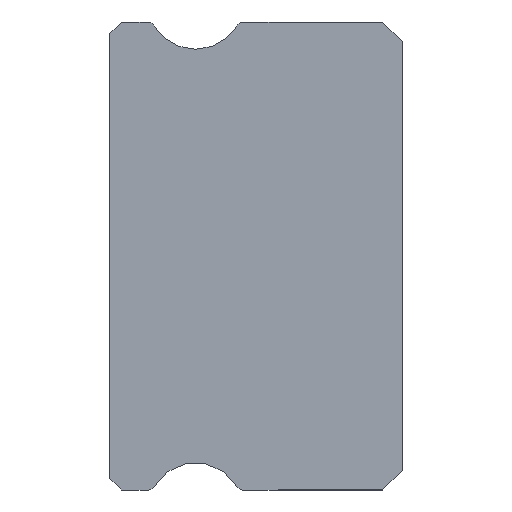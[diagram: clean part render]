
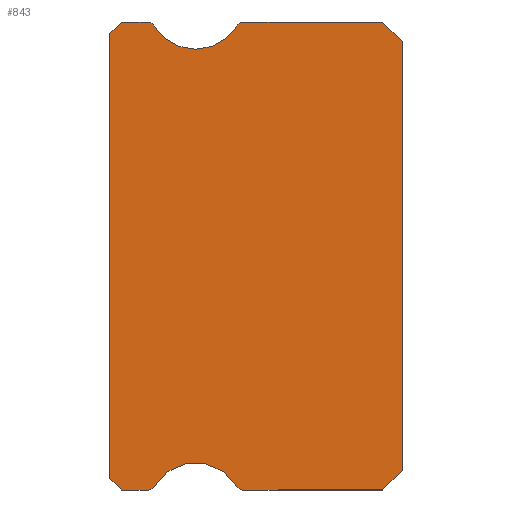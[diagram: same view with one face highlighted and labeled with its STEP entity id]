
A CAD part, left-side view. The second image highlights one B-rep face of the part: STEP entity #843.
In plain terms, the highlighted planar face has unit normal (-1, 0, 0).
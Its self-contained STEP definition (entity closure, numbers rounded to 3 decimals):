
#62 = CARTESIAN_POINT ( 'NONE',  ( -12.5, 6.512, -5.85 ) ) ;
#153 = EDGE_CURVE ( 'NONE', #4762, #9264, #7917, .T. ) ;
#195 = AXIS2_PLACEMENT_3D ( 'NONE', #2589, #3373, #3270 ) ;
#310 = EDGE_CURVE ( 'NONE', #4705, #9264, #3245, .T. ) ;
#391 = CARTESIAN_POINT ( 'NONE',  ( -12.5, 4.088, -6. ) ) ;
#518 = DIRECTION ( 'NONE',  ( 1., 0., 0. ) ) ;
#553 = CARTESIAN_POINT ( 'NONE',  ( -12.5, 0.5, 6. ) ) ;
#579 = VECTOR ( 'NONE', #686, 1000. ) ;
#682 = ORIENTED_EDGE ( 'NONE', *, *, #5604, .F. ) ;
#686 = DIRECTION ( 'NONE',  ( 0., -0.707, -0.707 ) ) ;
#779 = DIRECTION ( 'NONE',  ( 0., 0., -1. ) ) ;
#799 = DIRECTION ( 'NONE',  ( 0., 0., -1. ) ) ;
#843 = ADVANCED_FACE ( 'NONE', ( #7717 ), #1300, .F. ) ;
#872 = VECTOR ( 'NONE', #1599, 1000. ) ;
#989 = DIRECTION ( 'NONE',  ( 1., 0., 0. ) ) ;
#1002 = EDGE_CURVE ( 'NONE', #3257, #1780, #6196, .T. ) ;
#1004 = DIRECTION ( 'NONE',  ( 0., 0.707, -0.707 ) ) ;
#1029 = AXIS2_PLACEMENT_3D ( 'NONE', #62, #4385, #779 ) ;
#1038 = VECTOR ( 'NONE', #1094, 1000. ) ;
#1052 = ORIENTED_EDGE ( 'NONE', *, *, #310, .T. ) ;
#1082 = DIRECTION ( 'NONE',  ( 0., 1., 0. ) ) ;
#1094 = DIRECTION ( 'NONE',  ( 0., -1., 0. ) ) ;
#1107 = CARTESIAN_POINT ( 'NONE',  ( -12.5, 7.2, 6. ) ) ;
#1300 = PLANE ( 'NONE',  #7390 ) ;
#1528 = ORIENTED_EDGE ( 'NONE', *, *, #5843, .F. ) ;
#1582 = ORIENTED_EDGE ( 'NONE', *, *, #2796, .F. ) ;
#1599 = DIRECTION ( 'NONE',  ( 0., 0.707, -0.707 ) ) ;
#1746 = ORIENTED_EDGE ( 'NONE', *, *, #8055, .T. ) ;
#1780 = VERTEX_POINT ( 'NONE', #2588 ) ;
#1807 = EDGE_CURVE ( 'NONE', #2925, #4762, #2897, .T. ) ;
#1845 = CARTESIAN_POINT ( 'NONE',  ( -12.5, 7.2, 6. ) ) ;
#1906 = CARTESIAN_POINT ( 'NONE',  ( -12.5, 7.5, 5.85 ) ) ;
#2207 = LINE ( 'NONE', #8552, #7554 ) ;
#2214 = ORIENTED_EDGE ( 'NONE', *, *, #7113, .F. ) ;
#2266 = CARTESIAN_POINT ( 'NONE',  ( -12.5, 5.3, 6.55 ) ) ;
#2274 = CARTESIAN_POINT ( 'NONE',  ( -12.5, 5.3, 5.3 ) ) ;
#2295 = CARTESIAN_POINT ( 'NONE',  ( -12.5, 0.5, -6. ) ) ;
#2372 = AXIS2_PLACEMENT_3D ( 'NONE', #6967, #8481, #7718 ) ;
#2455 = LINE ( 'NONE', #8125, #7877 ) ;
#2544 = ORIENTED_EDGE ( 'NONE', *, *, #6274, .F. ) ;
#2573 = CARTESIAN_POINT ( 'NONE',  ( -12.5, 4.217, -5.925 ) ) ;
#2588 = CARTESIAN_POINT ( 'NONE',  ( -12.5, 7.5, 5.7 ) ) ;
#2589 = CARTESIAN_POINT ( 'NONE',  ( -12.5, 5.3, 6.55 ) ) ;
#2703 = DIRECTION ( 'NONE',  ( 0., 0., 1. ) ) ;
#2796 = EDGE_CURVE ( 'NONE', #8583, #4225, #3055, .T. ) ;
#2854 = EDGE_CURVE ( 'NONE', #5908, #8092, #9066, .T. ) ;
#2888 = VERTEX_POINT ( 'NONE', #1107 ) ;
#2897 = CIRCLE ( 'NONE', #7695, 1.25 ) ;
#2925 = VERTEX_POINT ( 'NONE', #2573 ) ;
#3038 = DIRECTION ( 'NONE',  ( 0., 0., -1. ) ) ;
#3055 = CIRCLE ( 'NONE', #195, 1.25 ) ;
#3126 = VECTOR ( 'NONE', #9057, 1000. ) ;
#3173 = CARTESIAN_POINT ( 'NONE',  ( -12.5, 7.2, -6. ) ) ;
#3245 = LINE ( 'NONE', #8178, #1038 ) ;
#3257 = VERTEX_POINT ( 'NONE', #5691 ) ;
#3259 = ORIENTED_EDGE ( 'NONE', *, *, #2854, .T. ) ;
#3270 = DIRECTION ( 'NONE',  ( 0., 0., -1. ) ) ;
#3322 = CARTESIAN_POINT ( 'NONE',  ( -12.5, 5.3, -6.55 ) ) ;
#3324 = EDGE_CURVE ( 'NONE', #2888, #1780, #2455, .T. ) ;
#3326 = CARTESIAN_POINT ( 'NONE',  ( -12.5, 4.088, 5.85 ) ) ;
#3373 = DIRECTION ( 'NONE',  ( -1., 0., 0. ) ) ;
#3378 = DIRECTION ( 'NONE',  ( 0., 0., -1. ) ) ;
#3488 = ORIENTED_EDGE ( 'NONE', *, *, #5005, .F. ) ;
#3502 = ORIENTED_EDGE ( 'NONE', *, *, #3324, .T. ) ;
#3816 = CARTESIAN_POINT ( 'NONE',  ( -12.5, 6.383, -5.925 ) ) ;
#3858 = ORIENTED_EDGE ( 'NONE', *, *, #8779, .F. ) ;
#3890 = ORIENTED_EDGE ( 'NONE', *, *, #1002, .F. ) ;
#3897 = CARTESIAN_POINT ( 'NONE',  ( -12.5, 6.512, -6. ) ) ;
#3924 = LINE ( 'NONE', #1845, #5544 ) ;
#3992 = AXIS2_PLACEMENT_3D ( 'NONE', #2266, #8021, #3038 ) ;
#4144 = CARTESIAN_POINT ( 'NONE',  ( -12.5, 6.512, 5.85 ) ) ;
#4195 = CIRCLE ( 'NONE', #7797, 0.15 ) ;
#4225 = VERTEX_POINT ( 'NONE', #8518 ) ;
#4259 = VERTEX_POINT ( 'NONE', #7012 ) ;
#4327 = VECTOR ( 'NONE', #8008, 1000. ) ;
#4358 = DIRECTION ( 'NONE',  ( 0., 1., 0. ) ) ;
#4385 = DIRECTION ( 'NONE',  ( 1., 0., 0. ) ) ;
#4529 = DIRECTION ( 'NONE',  ( 0., 0., 1. ) ) ;
#4537 = EDGE_CURVE ( 'NONE', #4225, #5426, #8601, .T. ) ;
#4609 = EDGE_CURVE ( 'NONE', #7131, #8373, #2207, .T. ) ;
#4705 = VERTEX_POINT ( 'NONE', #3173 ) ;
#4761 = CARTESIAN_POINT ( 'NONE',  ( -12.5, 0.5, 6. ) ) ;
#4762 = VERTEX_POINT ( 'NONE', #3816 ) ;
#4860 = LINE ( 'NONE', #8607, #579 ) ;
#5005 = EDGE_CURVE ( 'NONE', #8373, #2925, #4195, .T. ) ;
#5112 = CARTESIAN_POINT ( 'NONE',  ( -12.5, 4.088, -5.85 ) ) ;
#5122 = CARTESIAN_POINT ( 'NONE',  ( -12.5, 0., -5.5 ) ) ;
#5171 = LINE ( 'NONE', #5122, #872 ) ;
#5240 = EDGE_LOOP ( 'NONE', ( #3502, #3890, #8624, #1052, #7986, #8026, #3488, #8879, #1528, #3259, #2544, #2214, #8796, #1582, #3858, #682, #1746 ) ) ;
#5325 = CARTESIAN_POINT ( 'NONE',  ( -12.5, 0., 5.5 ) ) ;
#5426 = VERTEX_POINT ( 'NONE', #6672 ) ;
#5431 = DIRECTION ( 'NONE',  ( -1., 0., 0. ) ) ;
#5544 = VECTOR ( 'NONE', #1082, 1000. ) ;
#5604 = EDGE_CURVE ( 'NONE', #9040, #4259, #5943, .T. ) ;
#5646 = CIRCLE ( 'NONE', #3992, 1.25 ) ;
#5691 = CARTESIAN_POINT ( 'NONE',  ( -12.5, 7.5, -5.7 ) ) ;
#5843 = EDGE_CURVE ( 'NONE', #5908, #7131, #5171, .T. ) ;
#5908 = VERTEX_POINT ( 'NONE', #7516 ) ;
#5943 = CIRCLE ( 'NONE', #2372, 0.15 ) ;
#5948 = VERTEX_POINT ( 'NONE', #4761 ) ;
#6196 = LINE ( 'NONE', #1906, #7245 ) ;
#6274 = EDGE_CURVE ( 'NONE', #5948, #8092, #8108, .T. ) ;
#6484 = VECTOR ( 'NONE', #4529, 1000. ) ;
#6492 = CARTESIAN_POINT ( 'NONE',  ( -12.5, 6.512, 6. ) ) ;
#6672 = CARTESIAN_POINT ( 'NONE',  ( -12.5, 4.088, 6. ) ) ;
#6677 = EDGE_CURVE ( 'NONE', #3257, #4705, #4860, .T. ) ;
#6967 = CARTESIAN_POINT ( 'NONE',  ( -12.5, 6.512, 5.85 ) ) ;
#7012 = CARTESIAN_POINT ( 'NONE',  ( -12.5, 6.383, 5.925 ) ) ;
#7113 = EDGE_CURVE ( 'NONE', #5426, #5948, #7221, .T. ) ;
#7131 = VERTEX_POINT ( 'NONE', #2295 ) ;
#7221 = LINE ( 'NONE', #6492, #4327 ) ;
#7245 = VECTOR ( 'NONE', #2703, 1000. ) ;
#7390 = AXIS2_PLACEMENT_3D ( 'NONE', #4144, #7580, #7671 ) ;
#7516 = CARTESIAN_POINT ( 'NONE',  ( -12.5, 0., -5.5 ) ) ;
#7554 = VECTOR ( 'NONE', #4358, 1000. ) ;
#7580 = DIRECTION ( 'NONE',  ( 1., 0., 0. ) ) ;
#7671 = DIRECTION ( 'NONE',  ( 0., 0., -1. ) ) ;
#7695 = AXIS2_PLACEMENT_3D ( 'NONE', #3322, #5431, #8207 ) ;
#7717 = FACE_OUTER_BOUND ( 'NONE', #5240, .T. ) ;
#7718 = DIRECTION ( 'NONE',  ( 0., 0., -1. ) ) ;
#7797 = AXIS2_PLACEMENT_3D ( 'NONE', #5112, #989, #799 ) ;
#7829 = CARTESIAN_POINT ( 'NONE',  ( -12.5, 6.512, 6. ) ) ;
#7877 = VECTOR ( 'NONE', #1004, 1000. ) ;
#7917 = CIRCLE ( 'NONE', #1029, 0.15 ) ;
#7986 = ORIENTED_EDGE ( 'NONE', *, *, #153, .F. ) ;
#8008 = DIRECTION ( 'NONE',  ( 0., -1., 0. ) ) ;
#8021 = DIRECTION ( 'NONE',  ( -1., 0., 0. ) ) ;
#8026 = ORIENTED_EDGE ( 'NONE', *, *, #1807, .F. ) ;
#8055 = EDGE_CURVE ( 'NONE', #9040, #2888, #3924, .T. ) ;
#8092 = VERTEX_POINT ( 'NONE', #8973 ) ;
#8108 = LINE ( 'NONE', #553, #3126 ) ;
#8125 = CARTESIAN_POINT ( 'NONE',  ( -12.5, 7.5, 5.7 ) ) ;
#8178 = CARTESIAN_POINT ( 'NONE',  ( -12.5, 6.512, -6. ) ) ;
#8207 = DIRECTION ( 'NONE',  ( 0., 0., -1. ) ) ;
#8373 = VERTEX_POINT ( 'NONE', #391 ) ;
#8481 = DIRECTION ( 'NONE',  ( 1., 0., 0. ) ) ;
#8518 = CARTESIAN_POINT ( 'NONE',  ( -12.5, 4.217, 5.925 ) ) ;
#8552 = CARTESIAN_POINT ( 'NONE',  ( -12.5, 6.512, -6. ) ) ;
#8583 = VERTEX_POINT ( 'NONE', #2274 ) ;
#8601 = CIRCLE ( 'NONE', #9224, 0.15 ) ;
#8607 = CARTESIAN_POINT ( 'NONE',  ( -12.5, 7.2, -6. ) ) ;
#8624 = ORIENTED_EDGE ( 'NONE', *, *, #6677, .T. ) ;
#8779 = EDGE_CURVE ( 'NONE', #4259, #8583, #5646, .T. ) ;
#8796 = ORIENTED_EDGE ( 'NONE', *, *, #4537, .F. ) ;
#8879 = ORIENTED_EDGE ( 'NONE', *, *, #4609, .F. ) ;
#8973 = CARTESIAN_POINT ( 'NONE',  ( -12.5, 0., 5.5 ) ) ;
#9040 = VERTEX_POINT ( 'NONE', #7829 ) ;
#9057 = DIRECTION ( 'NONE',  ( 0., -0.707, -0.707 ) ) ;
#9066 = LINE ( 'NONE', #5325, #6484 ) ;
#9224 = AXIS2_PLACEMENT_3D ( 'NONE', #3326, #518, #3378 ) ;
#9264 = VERTEX_POINT ( 'NONE', #3897 ) ;
